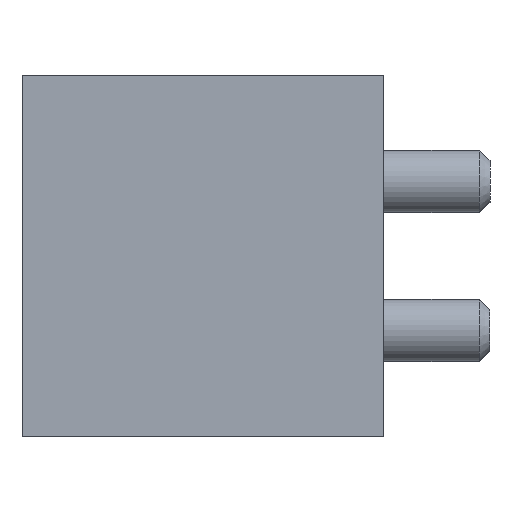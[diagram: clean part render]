
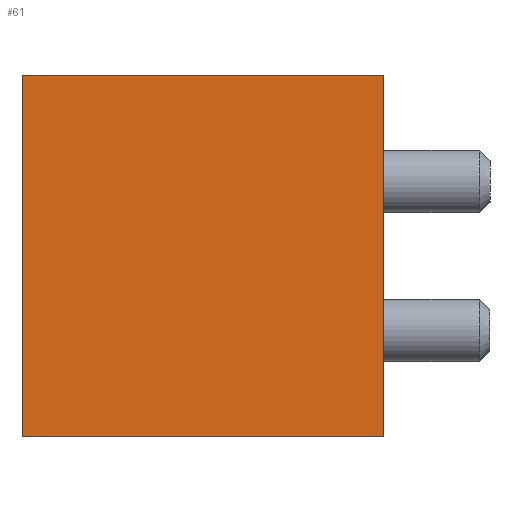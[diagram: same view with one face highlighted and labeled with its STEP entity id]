
A CAD part, left-side view. The second image highlights one B-rep face of the part: STEP entity #61.
In plain terms, the highlighted planar face has unit normal (-1, 0, 0).
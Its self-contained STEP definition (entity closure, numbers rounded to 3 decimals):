
#61=ADVANCED_FACE('',(#92),#79,.T.);
#79=PLANE('',#327);
#92=FACE_OUTER_BOUND('',#108,.T.);
#108=EDGE_LOOP('',(#154,#155,#156,#157));
#154=ORIENTED_EDGE('',*,*,#247,.F.);
#155=ORIENTED_EDGE('',*,*,#246,.F.);
#156=ORIENTED_EDGE('',*,*,#239,.T.);
#157=ORIENTED_EDGE('',*,*,#235,.T.);
#203=VERTEX_POINT('',#439);
#209=VERTEX_POINT('',#451);
#211=VERTEX_POINT('',#460);
#215=VERTEX_POINT('',#471);
#235=EDGE_CURVE('',#203,#209,#269,.T.);
#239=EDGE_CURVE('',#211,#203,#273,.T.);
#246=EDGE_CURVE('',#211,#215,#280,.T.);
#247=EDGE_CURVE('',#215,#209,#281,.T.);
#269=LINE('',#452,#299);
#273=LINE('',#459,#303);
#280=LINE('',#473,#310);
#281=LINE('',#475,#311);
#299=VECTOR('',#362,1.);
#303=VECTOR('',#370,1.);
#310=VECTOR('',#381,1.);
#311=VECTOR('',#384,1.);
#327=AXIS2_PLACEMENT_3D('',#476,#385,#386);
#362=DIRECTION('',(0.,0.,1.));
#370=DIRECTION('',(0.,-1.,0.));
#381=DIRECTION('',(0.,0.,1.));
#384=DIRECTION('',(0.,-1.,0.));
#385=DIRECTION('',(-1.,0.,0.));
#386=DIRECTION('',(0.,-1.,0.));
#439=CARTESIAN_POINT('',(-6.,-4.,-2.));
#451=CARTESIAN_POINT('',(-6.,-4.,15.));
#452=CARTESIAN_POINT('',(-6.,-4.,-2.));
#459=CARTESIAN_POINT('',(-6.,13.,-2.));
#460=CARTESIAN_POINT('',(-6.,13.,-2.));
#471=CARTESIAN_POINT('',(-6.,13.,15.));
#473=CARTESIAN_POINT('',(-6.,13.,-2.));
#475=CARTESIAN_POINT('',(-6.,13.,15.));
#476=CARTESIAN_POINT('',(-6.,13.,-2.));
